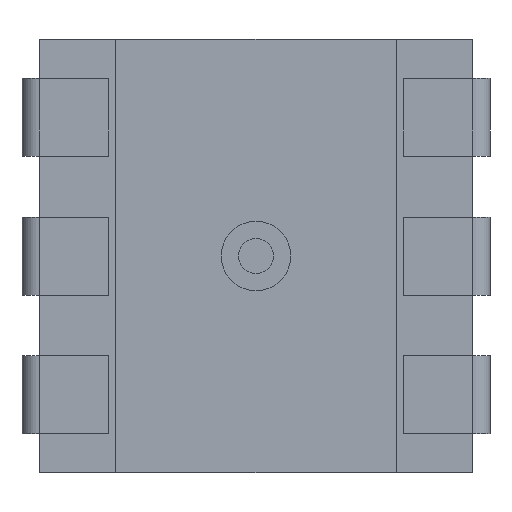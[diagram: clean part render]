
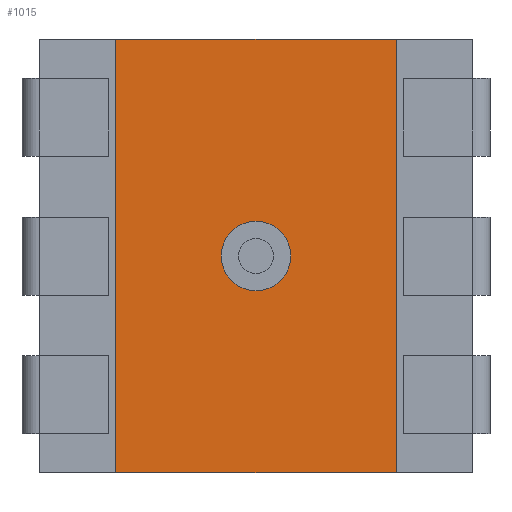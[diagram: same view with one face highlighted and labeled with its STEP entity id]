
A CAD part, front view. The second image highlights one B-rep face of the part: STEP entity #1015.
In plain terms, the highlighted planar face has unit normal (0, -1, 0).
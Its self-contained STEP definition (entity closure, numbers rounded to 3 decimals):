
#3 = VECTOR ( 'NONE', #1256, 1000. ) ;
#97 = VERTEX_POINT ( 'NONE', #2304 ) ;
#132 = LINE ( 'NONE', #752, #3 ) ;
#150 = DIRECTION ( 'NONE',  ( 0., 0., 1. ) ) ;
#193 = DIRECTION ( 'NONE',  ( 0., 1., 0. ) ) ;
#268 = VECTOR ( 'NONE', #1725, 1000. ) ;
#302 = CARTESIAN_POINT ( 'NONE',  ( 0., 0.05, -0.4 ) ) ;
#351 = AXIS2_PLACEMENT_3D ( 'NONE', #2194, #1182, #1592 ) ;
#386 = EDGE_CURVE ( 'NONE', #97, #1846, #1640, .T. ) ;
#403 = DIRECTION ( 'NONE',  ( 0., 0., 1. ) ) ;
#406 = CARTESIAN_POINT ( 'NONE',  ( 2.5, 0.05, -2.5 ) ) ;
#484 = EDGE_LOOP ( 'NONE', ( #1964, #1902, #649, #949 ) ) ;
#511 = EDGE_CURVE ( 'NONE', #1437, #1157, #1537, .T. ) ;
#569 = ORIENTED_EDGE ( 'NONE', *, *, #386, .T. ) ;
#579 = VECTOR ( 'NONE', #1830, 1000. ) ;
#649 = ORIENTED_EDGE ( 'NONE', *, *, #511, .F. ) ;
#655 = FACE_OUTER_BOUND ( 'NONE', #484, .T. ) ;
#678 = AXIS2_PLACEMENT_3D ( 'NONE', #1411, #193, #403 ) ;
#693 = AXIS2_PLACEMENT_3D ( 'NONE', #980, #1972, #150 ) ;
#752 = CARTESIAN_POINT ( 'NONE',  ( 2.5, 0.05, 2.5 ) ) ;
#949 = ORIENTED_EDGE ( 'NONE', *, *, #1800, .T. ) ;
#980 = CARTESIAN_POINT ( 'NONE',  ( 0., 0.05, 0. ) ) ;
#1015 = ADVANCED_FACE ( 'NONE', ( #1666, #655 ), #2603, .F. ) ;
#1068 = EDGE_LOOP ( 'NONE', ( #569, #1290 ) ) ;
#1117 = LINE ( 'NONE', #1221, #579 ) ;
#1157 = VERTEX_POINT ( 'NONE', #2078 ) ;
#1182 = DIRECTION ( 'NONE',  ( 0., 1., 0. ) ) ;
#1221 = CARTESIAN_POINT ( 'NONE',  ( -1.617, 0.05, -2.5 ) ) ;
#1256 = DIRECTION ( 'NONE',  ( 1., 0., 0. ) ) ;
#1276 = CIRCLE ( 'NONE', #351, 0.4 ) ;
#1290 = ORIENTED_EDGE ( 'NONE', *, *, #1386, .T. ) ;
#1386 = EDGE_CURVE ( 'NONE', #1846, #97, #1276, .T. ) ;
#1411 = CARTESIAN_POINT ( 'NONE',  ( 0., 0.05, 0. ) ) ;
#1437 = VERTEX_POINT ( 'NONE', #2387 ) ;
#1537 = LINE ( 'NONE', #406, #2134 ) ;
#1592 = DIRECTION ( 'NONE',  ( 0., 0., 1. ) ) ;
#1628 = CARTESIAN_POINT ( 'NONE',  ( -1.617, 0.05, 2.5 ) ) ;
#1640 = CIRCLE ( 'NONE', #693, 0.4 ) ;
#1666 = FACE_BOUND ( 'NONE', #1068, .T. ) ;
#1725 = DIRECTION ( 'NONE',  ( 0., 0., 1. ) ) ;
#1800 = EDGE_CURVE ( 'NONE', #1437, #2470, #1907, .T. ) ;
#1816 = DIRECTION ( 'NONE',  ( -1., 0., 0. ) ) ;
#1830 = DIRECTION ( 'NONE',  ( 0., 0., 1. ) ) ;
#1846 = VERTEX_POINT ( 'NONE', #302 ) ;
#1902 = ORIENTED_EDGE ( 'NONE', *, *, #2099, .F. ) ;
#1907 = LINE ( 'NONE', #2521, #268 ) ;
#1964 = ORIENTED_EDGE ( 'NONE', *, *, #2522, .F. ) ;
#1972 = DIRECTION ( 'NONE',  ( 0., 1., 0. ) ) ;
#2078 = CARTESIAN_POINT ( 'NONE',  ( -1.617, 0.05, -2.5 ) ) ;
#2099 = EDGE_CURVE ( 'NONE', #1157, #2593, #1117, .T. ) ;
#2134 = VECTOR ( 'NONE', #1816, 1000. ) ;
#2142 = CARTESIAN_POINT ( 'NONE',  ( 1.617, 0.05, 2.5 ) ) ;
#2194 = CARTESIAN_POINT ( 'NONE',  ( 0., 0.05, 0. ) ) ;
#2304 = CARTESIAN_POINT ( 'NONE',  ( 0., 0.05, 0.4 ) ) ;
#2387 = CARTESIAN_POINT ( 'NONE',  ( 1.617, 0.05, -2.5 ) ) ;
#2470 = VERTEX_POINT ( 'NONE', #2142 ) ;
#2521 = CARTESIAN_POINT ( 'NONE',  ( 1.617, 0.05, -2.5 ) ) ;
#2522 = EDGE_CURVE ( 'NONE', #2593, #2470, #132, .T. ) ;
#2593 = VERTEX_POINT ( 'NONE', #1628 ) ;
#2603 = PLANE ( 'NONE',  #678 ) ;
